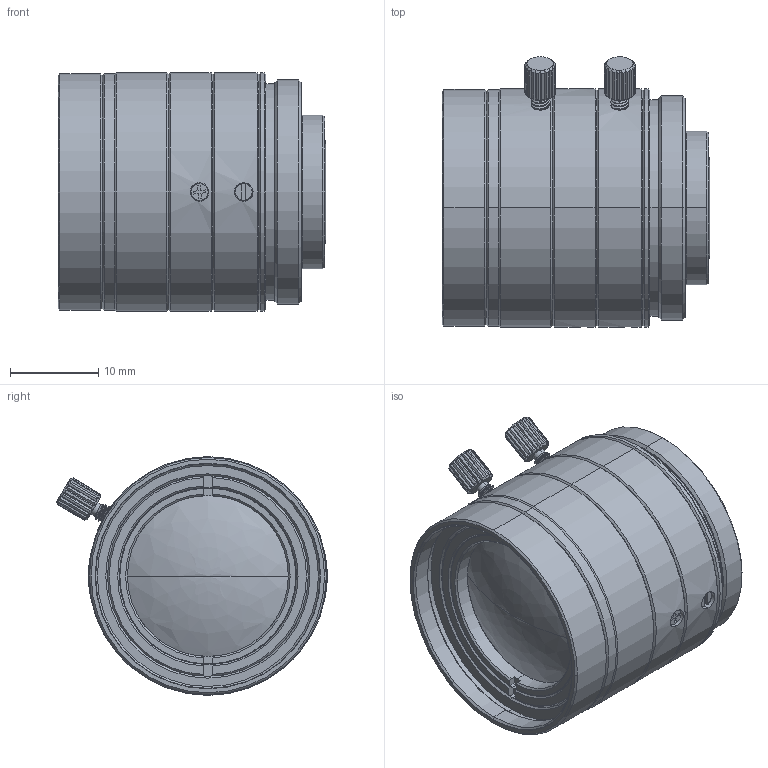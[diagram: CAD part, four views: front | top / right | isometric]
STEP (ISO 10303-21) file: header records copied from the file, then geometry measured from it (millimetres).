
FILE_DESCRIPTION (( 'STEP AP203' ), '1' );
FILE_NAME ('MFA118-S06.STEP', '2021-12-15T07:36:47', ( '' ), ( '' ), 'SwSTEP 2.0', 'SolidWorks 2017', '' );
FILE_SCHEMA (( 'CONFIG_CONTROL_DESIGN' ));
Length unit declared in the file: millimetre
Products named in the file (42): FA5002A-521-V1_1; FA2501C-535_3; M14252001; 511; FA2501C-535_2; 201; FA1601C-531_1; 307; M14252001_2; 305; FA1601C-531; 502; 303; 306; 202; 601; FA2501C-535_1; 513; FA0601C-536; M14252001_5; FA2501A-537; 507; M14252001_3; 516; FA2501C-541; 506; M14252001_1; 302; 503; M14252001_6; 505; FA2501C-535; 304; FA2501C-535_4; 501; 512; 301; M14252001_4; 515; FA5002A-521-V1 ...
Assembly tree (41 placements, depth 4):
  MFA118-S06
    503
    202
      502
      FA2501C-535
      FA2501C-535_1
      FA2501C-535_2
      FA2501C-535_3
      FA2501C-535_4
      FA0601C-536
      FA2501A-537
      601
        305
        306
      515
      307
      516
    FA5002A-521-V1
    FA5002A-521-V1_1
    M14252001
    M14252001_1
    505
    504
    M14252001_2
    M14252001_3
    506
    FA2501C-541
    507
    M14252001_4
    M14252001_5
    M14252001_6
    201
      501
      304
      513
      303
      302
      512
      301
      511
    FA1601C-531
    FA1601C-531_1
Bounding box: 30.3 x 30.59 x 27 mm (x, y, z)
Volume: 3719.8 mm3; surface area: 19956.5 mm2
Topology: 25 solids, 67 shells, 1330 faces, 3422 edges, 2205 vertices
Faces by surface type: cylinder 506, plane 425, cone 324, bspline 75
Entity records: 51967 total; most frequent: CARTESIAN_POINT 15359, DIRECTION 6764, ORIENTED_EDGE 6586, EDGE_CURVE 3388, AXIS2_PLACEMENT_3D 2664, VERTEX_POINT 2205, EDGE_LOOP 1493, VECTOR 1436
